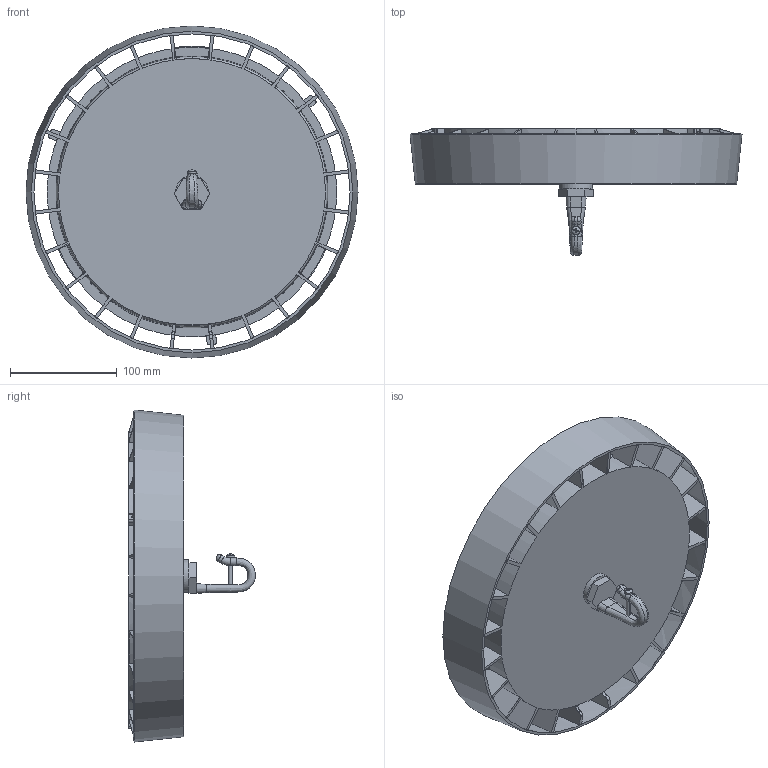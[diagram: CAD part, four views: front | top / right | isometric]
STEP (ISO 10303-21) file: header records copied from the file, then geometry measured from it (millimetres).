
FILE_DESCRIPTION (( 'STEP AP214' ), '1' );
FILE_NAME ('HB VAL 200W.STEP', '2023-03-07T13:20:28', ( '' ), ( '' ), 'SwSTEP 2.0', 'SolidWorks 2020', '' );
FILE_SCHEMA (( 'AUTOMOTIVE_DESIGN' ));
Length unit declared in the file: millimetre
Products named in the file (1): HB VAL 200W
Bounding box: 310.91 x 118.71 x 310.91 mm (x, y, z)
Volume: 1823480.2 mm3; surface area: 623224.8 mm2
Topology: 7 solids, 7 shells, 355 faces, 1071 edges, 706 vertices
Faces by surface type: plane 150, cylinder 79, cone 62, torus 58, bspline 4, sphere 2
Full cylindrical faces by diameter (mm): 31.04 x1, 187 x1, 250.165 x1
Entity records: 17347 total; most frequent: CARTESIAN_POINT 4268, ORIENTED_EDGE 2106, DIRECTION 1712, EDGE_CURVE 1053, AXIS2_PLACEMENT_3D 721, VERTEX_POINT 701, EDGE_LOOP 402, CIRCLE 369
